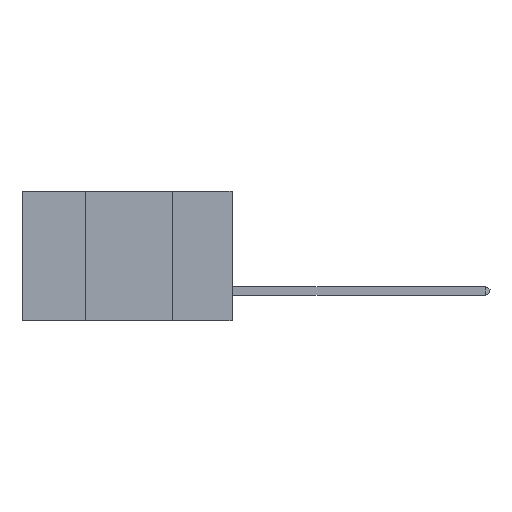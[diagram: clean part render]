
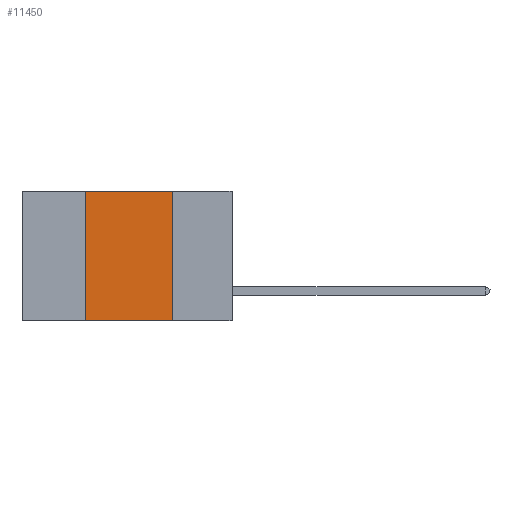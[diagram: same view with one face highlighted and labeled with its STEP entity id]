
A CAD part, left-side view. The second image highlights one B-rep face of the part: STEP entity #11450.
In plain terms, the highlighted planar face has unit normal (-1, 0, 0).
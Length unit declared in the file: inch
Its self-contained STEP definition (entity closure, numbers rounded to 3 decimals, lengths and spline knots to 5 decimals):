
#772 = LINE ( 'NONE', #10227, #13433 ) ;
#921 = CARTESIAN_POINT ( 'NONE',  ( 0., 0.42, 0. ) ) ;
#1666 = ORIENTED_EDGE ( 'NONE', *, *, #10121, .T. ) ;
#2630 = LINE ( 'NONE', #921, #9130 ) ;
#2663 = EDGE_CURVE ( 'NONE', #4045, #5511, #2630, .T. ) ;
#2697 = DIRECTION ( 'NONE',  ( 0., 0., -1. ) ) ;
#2866 = ORIENTED_EDGE ( 'NONE', *, *, #4282, .F. ) ;
#3023 = ORIENTED_EDGE ( 'NONE', *, *, #7698, .F. ) ;
#3116 = PLANE ( 'NONE',  #5286 ) ;
#4045 = VERTEX_POINT ( 'NONE', #8535 ) ;
#4186 = CARTESIAN_POINT ( 'NONE',  ( 0., 0.6, -0.37 ) ) ;
#4282 = EDGE_CURVE ( 'NONE', #12151, #9661, #7907, .T. ) ;
#5286 = AXIS2_PLACEMENT_3D ( 'NONE', #9389, #11918, #10631 ) ;
#5511 = VERTEX_POINT ( 'NONE', #6035 ) ;
#6035 = CARTESIAN_POINT ( 'NONE',  ( 0., 0.42, 0. ) ) ;
#6043 = LINE ( 'NONE', #4186, #6560 ) ;
#6560 = VECTOR ( 'NONE', #11458, 39.37008 ) ;
#7206 = CARTESIAN_POINT ( 'NONE',  ( 0., 0.17, -0.37 ) ) ;
#7267 = CARTESIAN_POINT ( 'NONE',  ( 0., 0.17, 0. ) ) ;
#7272 = VECTOR ( 'NONE', #2697, 39.37008 ) ;
#7304 = DIRECTION ( 'NONE',  ( 0., 0., 1. ) ) ;
#7698 = EDGE_CURVE ( 'NONE', #5511, #12151, #772, .T. ) ;
#7907 = LINE ( 'NONE', #9083, #7272 ) ;
#8535 = CARTESIAN_POINT ( 'NONE',  ( 0., 0.42, -0.37 ) ) ;
#9083 = CARTESIAN_POINT ( 'NONE',  ( 0., 0.17, 0. ) ) ;
#9130 = VECTOR ( 'NONE', #7304, 39.37008 ) ;
#9140 = ORIENTED_EDGE ( 'NONE', *, *, #2663, .F. ) ;
#9169 = DIRECTION ( 'NONE',  ( 0., -1., 0. ) ) ;
#9389 = CARTESIAN_POINT ( 'NONE',  ( 0., 0.6, 0. ) ) ;
#9661 = VERTEX_POINT ( 'NONE', #7206 ) ;
#10121 = EDGE_CURVE ( 'NONE', #4045, #9661, #6043, .T. ) ;
#10227 = CARTESIAN_POINT ( 'NONE',  ( 0., 0.6, 0. ) ) ;
#10631 = DIRECTION ( 'NONE',  ( 0., 0., -1. ) ) ;
#10844 = FACE_OUTER_BOUND ( 'NONE', #13353, .T. ) ;
#11450 = ADVANCED_FACE ( 'NONE', ( #10844 ), #3116, .F. ) ;
#11458 = DIRECTION ( 'NONE',  ( 0., -1., 0. ) ) ;
#11918 = DIRECTION ( 'NONE',  ( 1., 0., 0. ) ) ;
#12151 = VERTEX_POINT ( 'NONE', #7267 ) ;
#13353 = EDGE_LOOP ( 'NONE', ( #2866, #3023, #9140, #1666 ) ) ;
#13433 = VECTOR ( 'NONE', #9169, 39.37008 ) ;
